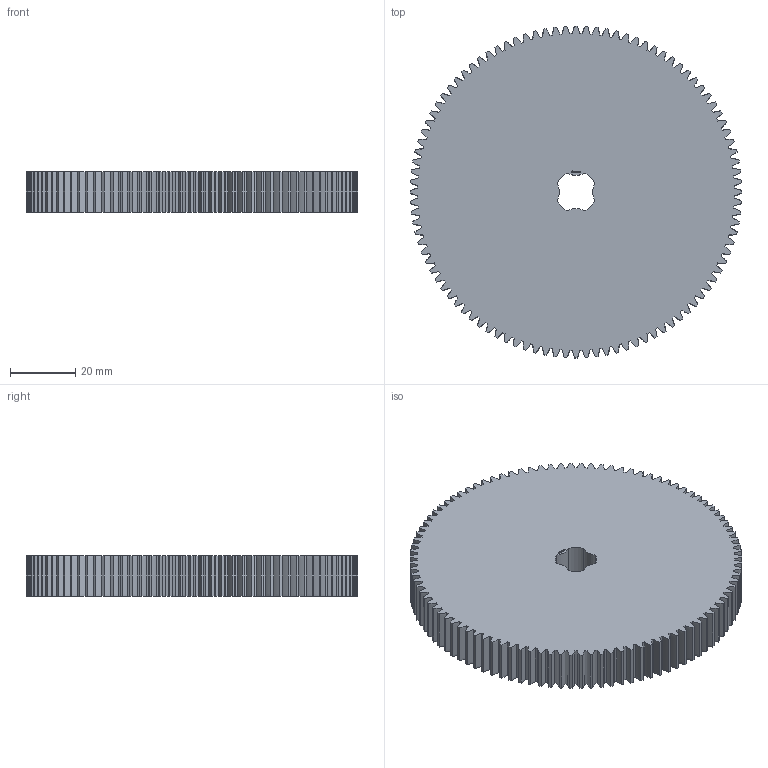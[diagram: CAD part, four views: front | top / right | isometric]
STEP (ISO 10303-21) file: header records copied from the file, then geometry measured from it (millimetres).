
FILE_DESCRIPTION(('FreeCAD Model'),'2;1');
FILE_NAME('Open CASCADE Shape Model','2024-03-11T23:56:19',(''),(''), 'Open CASCADE STEP processor 7.6','FreeCAD','Unknown');
FILE_SCHEMA(('AUTOMOTIVE_DESIGN { 1 0 10303 214 1 1 1 1 }'));
Products named in the file (1): Gear Wheel PLN TTH100 BU01.00 SFT-SHD - SPN-GWH-0380 (stemfie.org)
Bounding box: 102 x 102 x 12.5 mm (x, y, z)
Volume: 96532.6 mm3; surface area: 23851.8 mm2
Topology: 1 solids, 1 shells, 906 faces, 2616 edges, 1744 vertices
Faces by surface type: extrusion 584, plane 314, cylinder 8
Entity records: 88693 total; most frequent: CARTESIAN_POINT 34349, DIRECTION 6758, VECTOR 6064, LINE 5480, ORIENTED_EDGE 5232, PCURVE 5232, DEFINITIONAL_REPRESENTATION 5232, B_SPLINE_CURVE_WITH_KNOTS 2920
